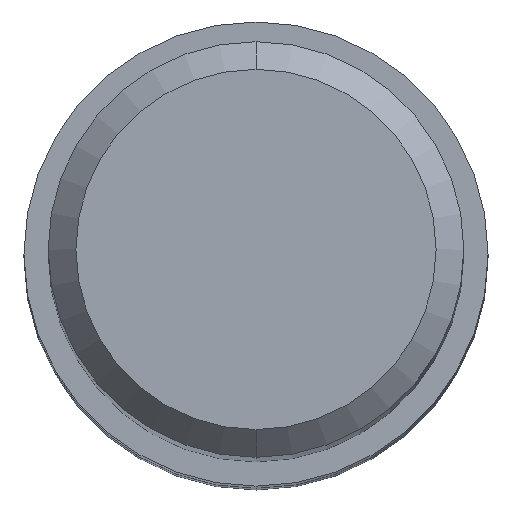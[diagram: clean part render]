
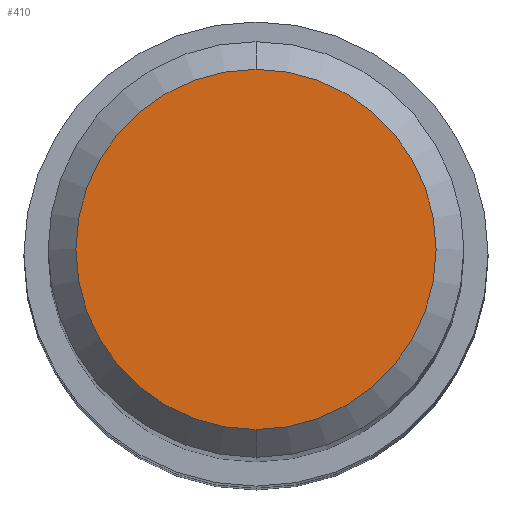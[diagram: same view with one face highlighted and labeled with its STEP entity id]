
A CAD part, top view. The second image highlights one B-rep face of the part: STEP entity #410.
In plain terms, the highlighted planar face has unit normal (0, 0, 1).
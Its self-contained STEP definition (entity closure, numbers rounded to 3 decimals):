
#228=EDGE_CURVE('',#384,#284,#529,.T.);
#284=VERTEX_POINT('',#593);
#384=VERTEX_POINT('',#701);
#410=ADVANCED_FACE('',(#730),#731,.T.);
#426=EDGE_CURVE('',#284,#384,#748,.T.);
#529=CIRCLE('',#913,2.6);
#593=CARTESIAN_POINT('',(0.0,2.6,0.0));
#701=CARTESIAN_POINT('',(0.,-2.6,0.0));
#730=FACE_OUTER_BOUND('',#1317,.T.);
#731=PLANE('',#1318);
#748=CIRCLE('',#1342,2.6);
#913=AXIS2_PLACEMENT_3D('',#1485,#1486,#1487);
#1317=EDGE_LOOP('',(#1694,#1695));
#1318=AXIS2_PLACEMENT_3D('',#1696,#1697,#1698);
#1342=AXIS2_PLACEMENT_3D('',#1715,#1716,#1717);
#1485=CARTESIAN_POINT('',(0.0,0.0,0.0));
#1486=DIRECTION('',(0.0,0.0,-1.0));
#1487=DIRECTION('',(0.0,1.0,0.0));
#1694=ORIENTED_EDGE('',*,*,#426,.F.);
#1695=ORIENTED_EDGE('',*,*,#228,.F.);
#1696=CARTESIAN_POINT('',(0.0,1.3,0.0));
#1697=DIRECTION('',(-0.0,0.0,1.0));
#1698=DIRECTION('',(0.0,-1.0,0.0));
#1715=CARTESIAN_POINT('',(0.0,0.0,0.0));
#1716=DIRECTION('',(0.0,0.0,-1.0));
#1717=DIRECTION('',(0.0,1.0,0.0));
